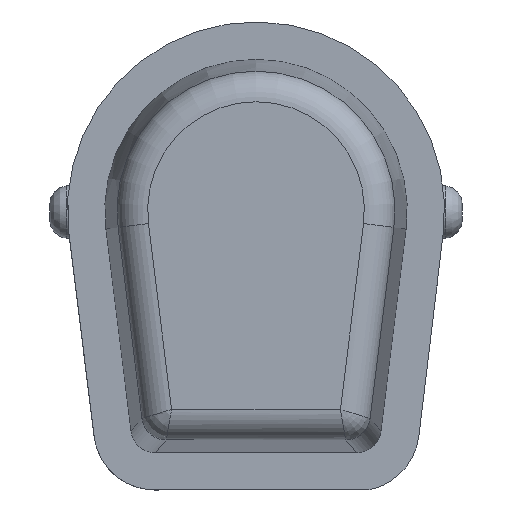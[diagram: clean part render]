
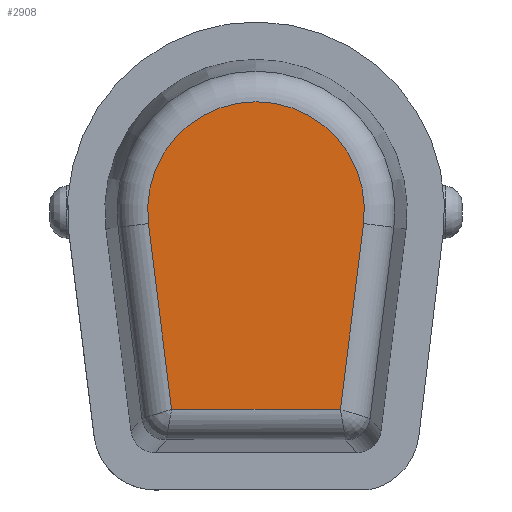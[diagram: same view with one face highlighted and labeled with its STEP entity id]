
A CAD part, top view. The second image highlights one B-rep face of the part: STEP entity #2908.
In plain terms, the highlighted planar face has unit normal (0, 0, 1).
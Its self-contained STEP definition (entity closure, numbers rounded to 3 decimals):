
#309=LINE('',#4126,#401);
#310=LINE('',#4128,#402);
#311=LINE('',#4131,#403);
#401=VECTOR('',#3505,137.755);
#402=VECTOR('',#3506,152.839);
#403=VECTOR('',#3509,152.839);
#613=FACE_OUTER_BOUND('',#826,.T.);
#826=EDGE_LOOP('',(#1888,#1889,#1890,#1891));
#1053=CIRCLE('',#3151,88.436);
#1168=VERTEX_POINT('',#4124);
#1169=VERTEX_POINT('',#4125);
#1170=VERTEX_POINT('',#4127);
#1171=VERTEX_POINT('',#4129);
#1442=EDGE_CURVE('',#1168,#1169,#309,.T.);
#1443=EDGE_CURVE('',#1170,#1168,#310,.T.);
#1444=EDGE_CURVE('',#1171,#1170,#1053,.T.);
#1445=EDGE_CURVE('',#1169,#1171,#311,.T.);
#1888=ORIENTED_EDGE('',*,*,#1442,.F.);
#1889=ORIENTED_EDGE('',*,*,#1443,.F.);
#1890=ORIENTED_EDGE('',*,*,#1444,.F.);
#1891=ORIENTED_EDGE('',*,*,#1445,.F.);
#2616=PLANE('',#3150);
#2908=ADVANCED_FACE('',(#613),#2616,.T.);
#3150=AXIS2_PLACEMENT_3D('',#4123,#3503,#3504);
#3151=AXIS2_PLACEMENT_3D('',#4130,#3507,#3508);
#3503=DIRECTION('center_axis',(0.,0.,
1.));
#3504=DIRECTION('ref_axis',(-1.,0.,0.));
#3505=DIRECTION('',(-1.,0.,0.));
#3506=DIRECTION('',(-0.124,-0.992,0.));
#3507=DIRECTION('center_axis',(0.,0.,
-1.));
#3508=DIRECTION('ref_axis',(0.,1.,0.));
#3509=DIRECTION('',(-0.124,0.992,0.));
#4123=CARTESIAN_POINT('Origin',(240.719,-134.538,208.763));
#4124=CARTESIAN_POINT('',(189.679,-282.203,208.763));
#4125=CARTESIAN_POINT('',(51.925,-282.203,208.763));
#4126=CARTESIAN_POINT('',(229.511,-282.203,208.763));
#4127=CARTESIAN_POINT('',(208.561,-130.535,208.763));
#4128=CARTESIAN_POINT('',(197.812,-216.878,208.763));
#4129=CARTESIAN_POINT('',(33.043,-130.535,208.763));
#4130=CARTESIAN_POINT('Origin',(120.802,-119.61,208.763));
#4131=CARTESIAN_POINT('',(45.621,-231.567,208.763));
